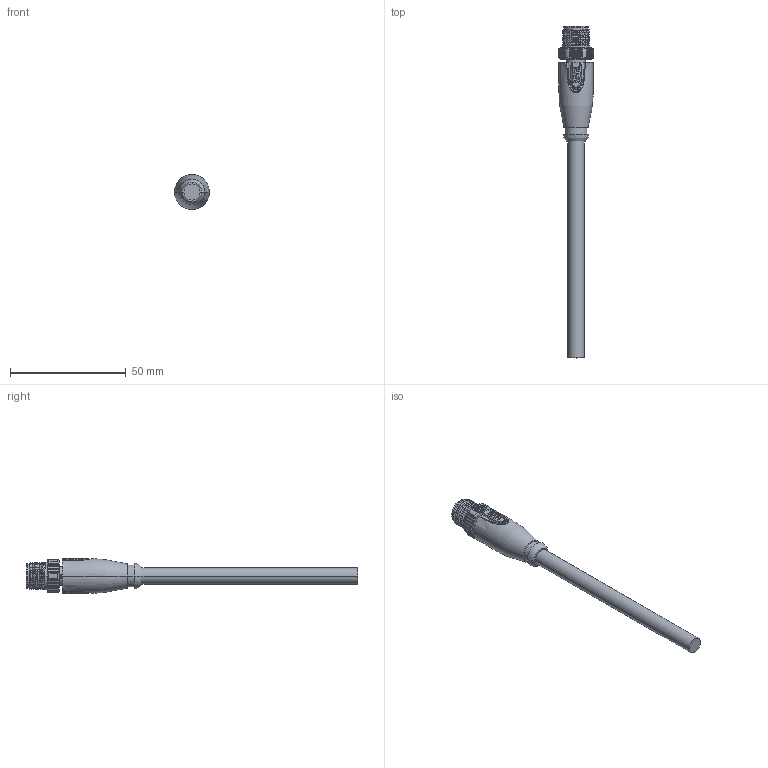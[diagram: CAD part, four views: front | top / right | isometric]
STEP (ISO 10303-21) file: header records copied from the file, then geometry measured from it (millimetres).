
FILE_DESCRIPTION((''),'2;1');
FILE_NAME('3D_1630084004017_M12-M08A-T_F08','2023-12-27T',('13539'),(''),'PRO/ENGINEER BY PARAMETRIC TECHNOLOGY CORPORATION, 2012480','PRO/ENGINEER BY PARAMETRIC TECHNOLOGY CORPORATION, 2012480','');
FILE_SCHEMA(('CONFIG_CONTROL_DESIGN'));
Length unit declared in the file: millimetre
Products named in the file (1): 3D_1630084004017_M12-M08A-T_F08
Bounding box: 15.2 x 143.5 x 15 mm (x, y, z)
Volume: 9599.6 mm3; surface area: 6276.5 mm2
Topology: 1 solids, 9 shells, 439 faces, 1189 edges, 781 vertices
Faces by surface type: plane 225, cylinder 132, cone 29, bspline 22, sphere 16, revolution 9, extrusion 5, torus 1
Entity records: 19524 total; most frequent: CARTESIAN_POINT 9144, ORIENTED_EDGE 2338, DIRECTION 1875, EDGE_CURVE 1169, VERTEX_POINT 781, AXIS2_PLACEMENT_3D 719, EDGE_LOOP 476, B_SPLINE_CURVE_WITH_KNOTS 444
